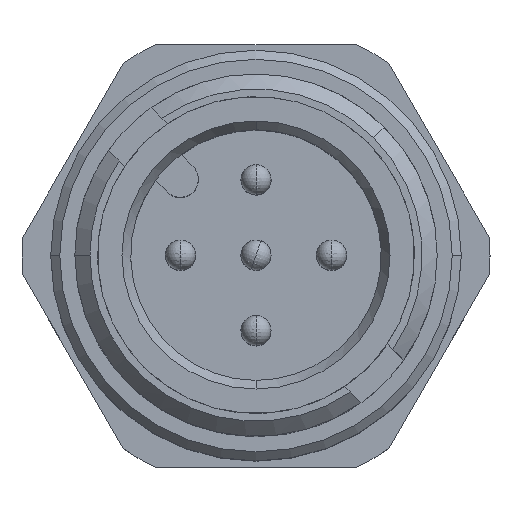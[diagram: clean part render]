
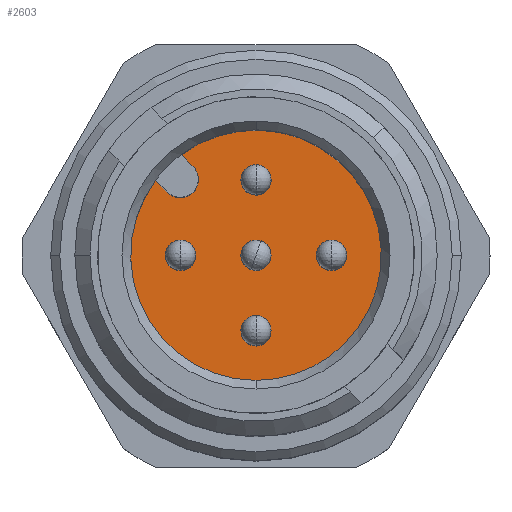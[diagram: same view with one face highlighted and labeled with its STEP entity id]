
A CAD part, top view. The second image highlights one B-rep face of the part: STEP entity #2603.
In plain terms, the highlighted planar face has unit normal (0, 0, 1).
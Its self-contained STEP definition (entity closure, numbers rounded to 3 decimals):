
#276=AXIS2_PLACEMENT_3D('Plane Axis2P3D',#273,#274,#275) ;
#2302=AXIS2_PLACEMENT_3D('Circle Axis2P3D',#2300,#2301,$) ;
#2327=AXIS2_PLACEMENT_3D('Circle Axis2P3D',#2325,#2326,$) ;
#2499=AXIS2_PLACEMENT_3D('Circle Axis2P3D',#2497,#2498,$) ;
#273=CARTESIAN_POINT('Axis2P3D Location',(6.283,5.533,16.2)) ;
#2297=CARTESIAN_POINT('Vertex',(5.272,10.329,16.2)) ;
#2300=CARTESIAN_POINT('Axis2P3D Location',(7.75,7.,16.2)) ;
#2304=CARTESIAN_POINT('Vertex',(10.683,4.064,16.2)) ;
#2325=CARTESIAN_POINT('Axis2P3D Location',(7.75,7.,16.2)) ;
#2329=CARTESIAN_POINT('Vertex',(4.423,9.481,16.2)) ;
#2435=CARTESIAN_POINT('Line Origine',(4.62,9.284,16.2)) ;
#2439=CARTESIAN_POINT('Vertex',(4.817,9.088,16.2)) ;
#2466=CARTESIAN_POINT('Line Origine',(5.469,10.133,16.2)) ;
#2470=CARTESIAN_POINT('Vertex',(5.666,9.936,16.2)) ;
#2497=CARTESIAN_POINT('Axis2P3D Location',(5.241,9.512,16.2)) ;
#274=DIRECTION('Axis2P3D Direction',(0.,0.,1.)) ;
#275=DIRECTION('Axis2P3D XDirection',(0.707,-0.707,0.)) ;
#2301=DIRECTION('Axis2P3D Direction',(0.,0.,1.)) ;
#2326=DIRECTION('Axis2P3D Direction',(0.,0.,1.)) ;
#2436=DIRECTION('Vector Direction',(0.707,-0.707,0.)) ;
#2467=DIRECTION('Vector Direction',(-0.707,0.707,0.)) ;
#2498=DIRECTION('Axis2P3D Direction',(0.,0.,-1.)) ;
#2437=VECTOR('Line Direction',#2436,1.) ;
#2468=VECTOR('Line Direction',#2467,1.) ;
#2597=ORIENTED_EDGE('',*,*,#2331,.F.) ;
#2598=ORIENTED_EDGE('',*,*,#2306,.F.) ;
#2599=ORIENTED_EDGE('',*,*,#2472,.F.) ;
#2600=ORIENTED_EDGE('',*,*,#2501,.F.) ;
#2601=ORIENTED_EDGE('',*,*,#2441,.F.) ;
#2603=ADVANCED_FACE('Hauptkoerper',(#2602),#277,.T.) ;
#2303=CIRCLE('generated circle',#2302,4.15) ;
#2328=CIRCLE('generated circle',#2327,4.15) ;
#2500=CIRCLE('generated circle',#2499,0.6) ;
#2306=EDGE_CURVE('',#2298,#2305,#2303,.F.) ;
#2331=EDGE_CURVE('',#2305,#2330,#2328,.F.) ;
#2441=EDGE_CURVE('',#2330,#2440,#2438,.T.) ;
#2472=EDGE_CURVE('',#2471,#2298,#2469,.T.) ;
#2501=EDGE_CURVE('',#2440,#2471,#2500,.F.) ;
#2596=EDGE_LOOP('',(#2597,#2598,#2599,#2600,#2601)) ;
#2602=FACE_OUTER_BOUND('',#2596,.T.) ;
#2438=LINE('Line',#2435,#2437) ;
#2469=LINE('Line',#2466,#2468) ;
#277=PLANE('',#276) ;
#2298=VERTEX_POINT('',#2297) ;
#2305=VERTEX_POINT('',#2304) ;
#2330=VERTEX_POINT('',#2329) ;
#2440=VERTEX_POINT('',#2439) ;
#2471=VERTEX_POINT('',#2470) ;
